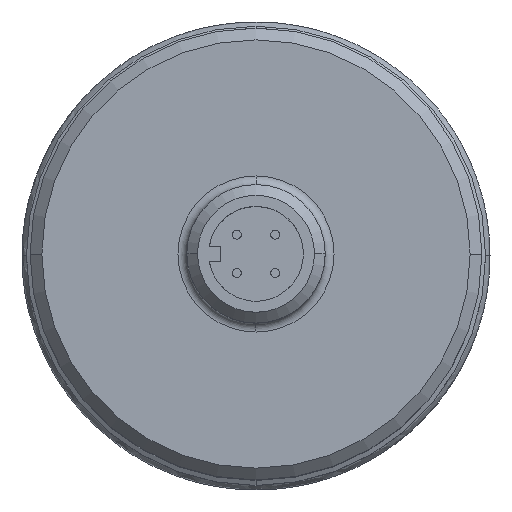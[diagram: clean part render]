
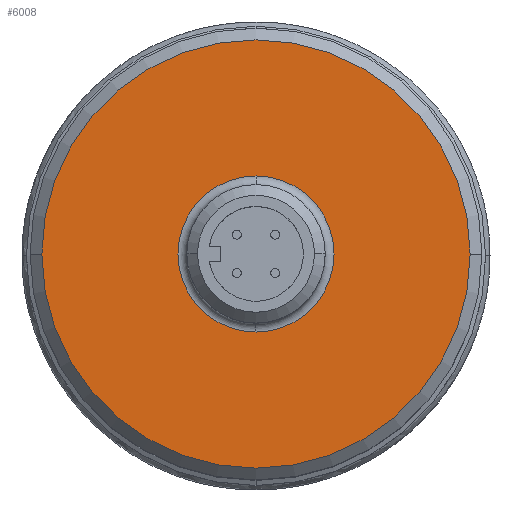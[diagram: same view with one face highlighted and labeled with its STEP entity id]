
A CAD part, top view. The second image highlights one B-rep face of the part: STEP entity #6008.
In plain terms, the highlighted planar face has unit normal (0, 0, 1).
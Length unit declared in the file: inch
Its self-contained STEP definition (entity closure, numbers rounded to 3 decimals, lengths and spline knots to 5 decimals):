
#29=CARTESIAN_POINT('',(0.,0.,6.362));
#30=DIRECTION('',(0.,0.,-1.));
#31=DIRECTION('',(1.,0.,0.));
#32=AXIS2_PLACEMENT_3D('',#29,#30,#31);
#34=CARTESIAN_POINT('',(0.,0.,6.362));
#35=DIRECTION('',(0.,0.,-1.));
#36=DIRECTION('',(-1.,0.,0.));
#37=AXIS2_PLACEMENT_3D('',#34,#35,#36);
#39=CARTESIAN_POINT('',(0.,0.,6.362));
#40=DIRECTION('',(0.,0.,1.));
#41=DIRECTION('',(0.,-1.,0.));
#42=AXIS2_PLACEMENT_3D('',#39,#40,#41);
#44=CARTESIAN_POINT('',(0.,0.,6.362));
#45=DIRECTION('',(0.,0.,1.));
#46=DIRECTION('',(0.,1.,0.));
#47=AXIS2_PLACEMENT_3D('',#44,#45,#46);
#5693=CARTESIAN_POINT('',(0.,-0.265,6.362));
#5694=CARTESIAN_POINT('',(0.,0.265,6.362));
#5695=VERTEX_POINT('',#5693);
#5696=VERTEX_POINT('',#5694);
#5705=CARTESIAN_POINT('',(0.727,0.,6.362));
#5706=CARTESIAN_POINT('',(-0.727,0.,6.362));
#5707=VERTEX_POINT('',#5705);
#5708=VERTEX_POINT('',#5706);
#5992=CARTESIAN_POINT('',(0.,0.,6.362));
#5993=DIRECTION('',(0.,0.,-1.));
#5994=DIRECTION('',(0.,1.,0.));
#5995=AXIS2_PLACEMENT_3D('',#5992,#5993,#5994);
#5996=PLANE('',#5995);
#5998=ORIENTED_EDGE('',*,*,#5997,.T.);
#6000=ORIENTED_EDGE('',*,*,#5999,.T.);
#6001=EDGE_LOOP('',(#5998,#6000));
#6002=FACE_OUTER_BOUND('',#6001,.F.);
#6003=ORIENTED_EDGE('',*,*,#5982,.T.);
#6005=ORIENTED_EDGE('',*,*,#6004,.T.);
#6006=EDGE_LOOP('',(#6003,#6005));
#6007=FACE_BOUND('',#6006,.F.);
#6008=ADVANCED_FACE('',(#6002,#6007),#5996,.F.);
#33=CIRCLE('',#32,0.727);
#38=CIRCLE('',#37,0.727);
#43=CIRCLE('',#42,0.265);
#48=CIRCLE('',#47,0.265);
#5982=EDGE_CURVE('',#5695,#5696,#43,.T.);
#5997=EDGE_CURVE('',#5707,#5708,#33,.T.);
#5999=EDGE_CURVE('',#5708,#5707,#38,.T.);
#6004=EDGE_CURVE('',#5696,#5695,#48,.T.);
